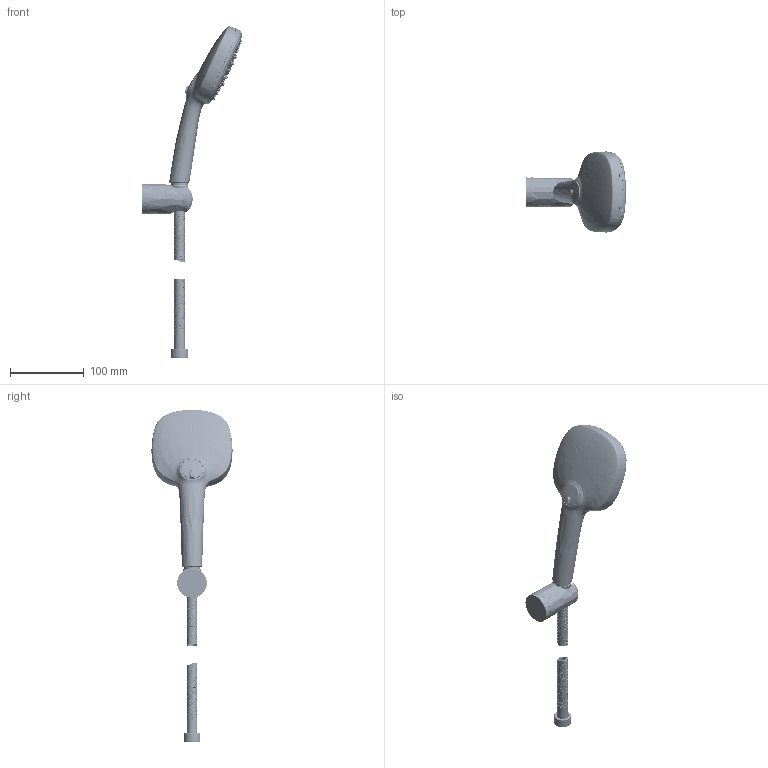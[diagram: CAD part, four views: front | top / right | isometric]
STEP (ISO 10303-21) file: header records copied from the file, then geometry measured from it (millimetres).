
FILE_DESCRIPTION(/* description */ ('Unknown'),/* implementation_level */ '2;1');
FILE_NAME(/* name */ '26945001',/* time_stamp */ '2023-02-01T11:29:07+01:00',/* author */ ('Unknown'),/* organization */ ('GROHE AG'),/* preprocessor_version */ 'ST-DEVELOPER v16.7',/* originating_system */ 'DEX',/* authorisation */ $);
FILE_SCHEMA (('AUTOMOTIVE_DESIGN {1 0 10303 214 3 1 1}'));
Products named in the file (1): 26945001
Bounding box: 136.26 x 110.02 x 450.63 mm (x, y, z)
Volume: 191402.1 mm3; surface area: 171349.2 mm2
Topology: 13 solids, 17 shells, 8658 faces, 21273 edges, 12435 vertices
Faces by surface type: bspline 5786, cylinder 969, plane 831, cone 434, torus 401, sphere 237
Full cylindrical faces by diameter (mm): 2.8 x132, 3.7 x66, 4.1 x12, 8.3 x2, 10.8 x2, 12 x2, 14.7 x2, 15.1 x1, 15.6 x1, 16 x2, 16.2 x3, 17.996 x4, 18.2 x1, 18.4 x1, 18.631 x2, 19.2 x1, 19.9 x1, 21 x2, 21.2 x4, 22.2 x2, 22.6 x1, 23 x1, 23.8 x1, 30.98 x1
Entity records: 378324 total; most frequent: CARTESIAN_POINT 221469, ORIENTED_EDGE 38980, EDGE_CURVE 19490, DIRECTION 18969, B_SPLINE_CURVE_WITH_KNOTS 11943, VERTEX_POINT 11865, EDGE_LOOP 10067, FACE_BOUND 10067
